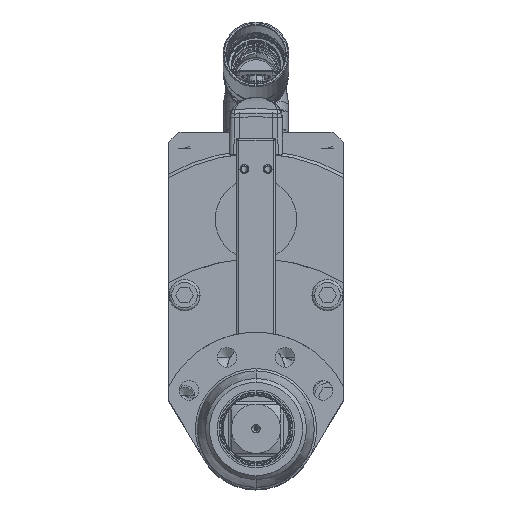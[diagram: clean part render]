
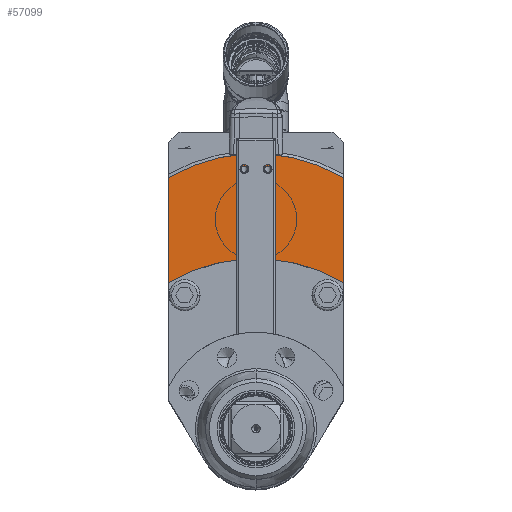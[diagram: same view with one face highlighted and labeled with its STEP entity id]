
A CAD part, top view. The second image highlights one B-rep face of the part: STEP entity #57099.
In plain terms, the highlighted planar face has unit normal (0, 0, 1).
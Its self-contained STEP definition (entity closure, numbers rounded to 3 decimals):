
#15571=CARTESIAN_POINT('',(6.,25.82,527.5));
#15572=DIRECTION('',(0.,0.,1.));
#15573=DIRECTION('',(-1.,0.,0.));
#15574=AXIS2_PLACEMENT_3D('',#15571,#15572,#15573);
#15576=CARTESIAN_POINT('',(6.,25.82,527.5));
#15577=DIRECTION('',(0.,0.,1.));
#15578=DIRECTION('',(1.,0.,0.));
#15579=AXIS2_PLACEMENT_3D('',#15576,#15577,#15578);
#15581=CARTESIAN_POINT('',(-6.,25.82,527.5));
#15582=DIRECTION('',(0.,0.,1.));
#15583=DIRECTION('',(-1.,0.,0.));
#15584=AXIS2_PLACEMENT_3D('',#15581,#15582,#15583);
#15586=CARTESIAN_POINT('',(-6.,25.82,527.5));
#15587=DIRECTION('',(0.,0.,1.));
#15588=DIRECTION('',(1.,0.,0.));
#15589=AXIS2_PLACEMENT_3D('',#15586,#15587,#15588);
#15601=DIRECTION('',(0.,1.,0.));
#15602=VECTOR('',#15601,54.18);
#15603=CARTESIAN_POINT('',(-45.,-32.736,527.5));
#15604=LINE('',#15603,#15602);
#15605=CARTESIAN_POINT('',(0.,-54.18,527.5));
#15606=DIRECTION('',(0.,0.,-1.));
#15607=DIRECTION('',(-0.511,0.859,0.));
#15608=AXIS2_PLACEMENT_3D('',#15605,#15606,#15607);
#15610=CARTESIAN_POINT('',(0.,-54.18,527.5));
#15611=DIRECTION('',(0.,0.,-1.));
#15612=DIRECTION('',(0.057,0.998,0.));
#15613=AXIS2_PLACEMENT_3D('',#15610,#15611,#15612);
#15615=DIRECTION('',(0.,-1.,0.));
#15616=VECTOR('',#15615,54.18);
#15617=CARTESIAN_POINT('',(45.,21.444,527.5));
#15618=LINE('',#15617,#15616);
#15619=CARTESIAN_POINT('',(0.,-108.36,527.5));
#15620=DIRECTION('',(0.,0.,1.));
#15621=DIRECTION('',(0.511,0.859,0.));
#15622=AXIS2_PLACEMENT_3D('',#15619,#15620,#15621);
#15857=CARTESIAN_POINT('',(-4.975,33.679,527.5));
#15881=CARTESIAN_POINT('',(4.975,33.679,527.5));
#15883=CARTESIAN_POINT('',(4.975,33.679,527.5));
#15884=CARTESIAN_POINT('',(4.845,31.868,527.5));
#15885=CARTESIAN_POINT('',(4.063,29.782,527.5));
#15886=CARTESIAN_POINT('',(2.199,27.884,527.5));
#15887=CARTESIAN_POINT('',(0.908,27.32,527.5));
#15888=CARTESIAN_POINT('',(0.,27.32,527.5));
#15890=CARTESIAN_POINT('',(0.,27.32,527.5));
#15891=CARTESIAN_POINT('',(-0.908,27.32,527.5));
#15892=CARTESIAN_POINT('',(-2.199,27.884,527.5));
#15893=CARTESIAN_POINT('',(-4.063,29.782,527.5));
#15894=CARTESIAN_POINT('',(-4.845,31.868,527.5));
#15895=CARTESIAN_POINT('',(-4.975,33.679,527.5));
#27278=CARTESIAN_POINT('',(-45.,21.444,527.5));
#27279=VERTEX_POINT('',#27278);
#27443=CARTESIAN_POINT('',(45.,21.444,527.5));
#27444=VERTEX_POINT('',#27443);
#27462=VERTEX_POINT('',#15881);
#27463=VERTEX_POINT('',#15857);
#27464=VERTEX_POINT('',#15890);
#28260=CARTESIAN_POINT('',(-45.,-32.736,527.5));
#28261=VERTEX_POINT('',#28260);
#29495=CARTESIAN_POINT('',(4.379,25.82,527.5));
#29496=CARTESIAN_POINT('',(7.621,25.82,527.5));
#29497=VERTEX_POINT('',#29495);
#29498=VERTEX_POINT('',#29496);
#29499=CARTESIAN_POINT('',(-7.621,25.82,527.5));
#29500=CARTESIAN_POINT('',(-4.379,25.82,527.5));
#29501=VERTEX_POINT('',#29499);
#29502=VERTEX_POINT('',#29500);
#29952=CARTESIAN_POINT('',(45.,-32.736,527.5));
#29953=VERTEX_POINT('',#29952);
#57068=CARTESIAN_POINT('',(0.,-52.869,527.5));
#57069=DIRECTION('',(0.,0.,1.));
#57070=DIRECTION('',(1.,0.,0.));
#57071=AXIS2_PLACEMENT_3D('',#57068,#57069,#57070);
#57072=PLANE('',#57071);
#57073=ORIENTED_EDGE('',*,*,#40034,.T.);
#57075=ORIENTED_EDGE('',*,*,#57074,.T.);
#57077=ORIENTED_EDGE('',*,*,#57076,.F.);
#57079=ORIENTED_EDGE('',*,*,#57078,.F.);
#57081=ORIENTED_EDGE('',*,*,#57080,.T.);
#57082=ORIENTED_EDGE('',*,*,#39916,.T.);
#57084=ORIENTED_EDGE('',*,*,#57083,.T.);
#57085=EDGE_LOOP('',(#57073,#57075,#57077,#57079,#57081,#57082,#57084));
#57086=FACE_OUTER_BOUND('',#57085,.F.);
#57088=ORIENTED_EDGE('',*,*,#57087,.T.);
#57090=ORIENTED_EDGE('',*,*,#57089,.T.);
#57091=EDGE_LOOP('',(#57088,#57090));
#57092=FACE_BOUND('',#57091,.F.);
#57094=ORIENTED_EDGE('',*,*,#57093,.T.);
#57096=ORIENTED_EDGE('',*,*,#57095,.T.);
#57097=EDGE_LOOP('',(#57094,#57096));
#57098=FACE_BOUND('',#57097,.F.);
#15575=CIRCLE('',#15574,1.621);
#15580=CIRCLE('',#15579,1.621);
#15585=CIRCLE('',#15584,1.621);
#15590=CIRCLE('',#15589,1.621);
#15609=CIRCLE('',#15608,88.);
#15614=CIRCLE('',#15613,88.);
#15623=CIRCLE('',#15622,88.);
#15889=B_SPLINE_CURVE_WITH_KNOTS('',3,(#15883,#15884,#15885,#15886,#15887,
#15888),.UNSPECIFIED.,.F.,.F.,(4,1,1,4),(0.,0.5,0.75,1.),.UNSPECIFIED.);
#15896=B_SPLINE_CURVE_WITH_KNOTS('',3,(#15890,#15891,#15892,#15893,#15894,
#15895),.UNSPECIFIED.,.F.,.F.,(4,1,1,4),(0.,0.25,0.5,1.),.UNSPECIFIED.);
#39916=EDGE_CURVE('',#27444,#29953,#15618,.T.);
#40034=EDGE_CURVE('',#28261,#27279,#15604,.T.);
#57074=EDGE_CURVE('',#27279,#27463,#15609,.T.);
#57076=EDGE_CURVE('',#27464,#27463,#15896,.T.);
#57078=EDGE_CURVE('',#27462,#27464,#15889,.T.);
#57080=EDGE_CURVE('',#27462,#27444,#15614,.T.);
#57083=EDGE_CURVE('',#29953,#28261,#15623,.T.);
#57087=EDGE_CURVE('',#29497,#29498,#15575,.T.);
#57089=EDGE_CURVE('',#29498,#29497,#15580,.T.);
#57093=EDGE_CURVE('',#29501,#29502,#15585,.T.);
#57095=EDGE_CURVE('',#29502,#29501,#15590,.T.);
#57099=ADVANCED_FACE('',(#57086,#57092,#57098),#57072,.T.);
